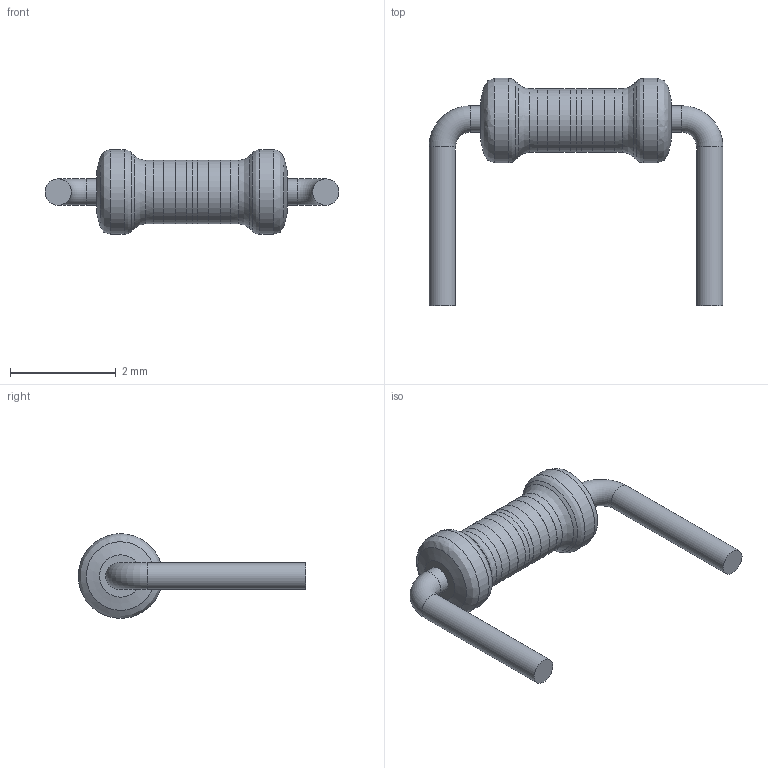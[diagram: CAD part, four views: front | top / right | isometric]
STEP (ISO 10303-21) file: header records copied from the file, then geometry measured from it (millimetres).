
FILE_DESCRIPTION(('FreeCAD Model'),'2;1');
FILE_NAME('05.stp', '2015-04-18T18:46:09',('FreeCAD'),('FreeCAD'), 'Open CASCADE STEP processor 6.7','FreeCAD','Unknown');
FILE_SCHEMA(('AUTOMOTIVE_DESIGN_CC2 { 1 2 10303 214 -1 1 5 4 }'));
Length unit declared in the file: millimetre
Products named in the file (2): Fusion001; Fusion
Bounding box: 5.56 x 4.3 x 1.6 mm (x, y, z)
Volume: 6.7 mm3; surface area: 32 mm2
Topology: 3 solids, 3 shells, 42 faces, 67 edges, 39 vertices
Faces by surface type: cylinder 16, plane 14, bspline 6, cone 4, torus 2
Full cylindrical faces by diameter (mm): 0.5 x4, 1.2 x2, 1.202 x4, 1.204 x4, 1.6 x2
Entity records: 2807 total; most frequent: CARTESIAN_POINT 1194, DIRECTION 212, ORIENTED_EDGE 134, PCURVE 134, DEFINITIONAL_REPRESENTATION 134, LINE 69, VECTOR 69, EDGE_CURVE 67
